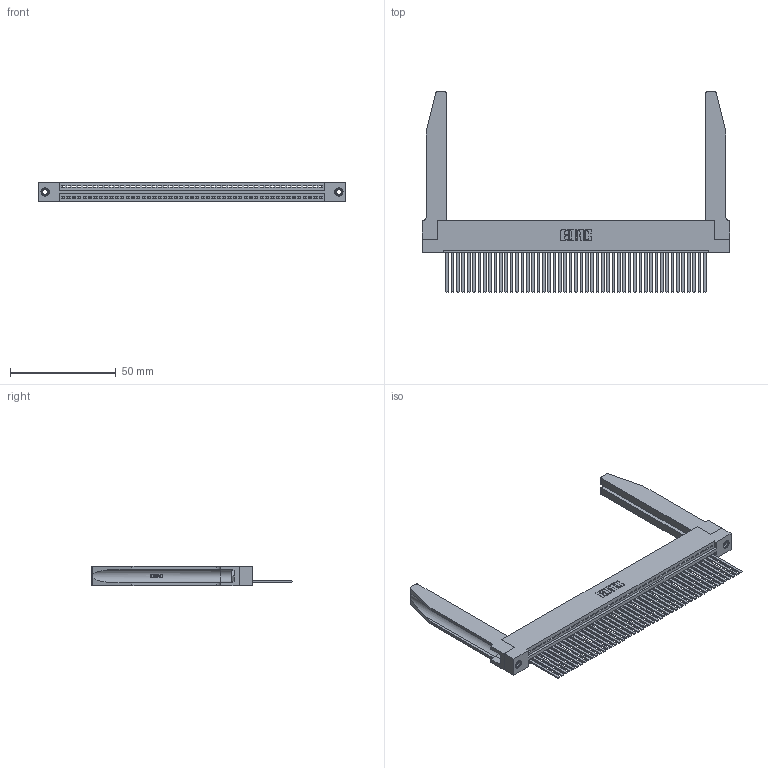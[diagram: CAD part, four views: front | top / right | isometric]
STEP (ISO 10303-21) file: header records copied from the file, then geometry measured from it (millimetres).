
FILE_DESCRIPTION (( 'STEP AP203' ), '1' );
FILE_NAME ('345-049-544-178.STEP', '2019-10-09T09:34:53', ( '' ), ( '' ), 'SwSTEP 2.0', 'SolidWorks 2016', '' );
FILE_SCHEMA (( 'CONFIG_CONTROL_DESIGN' ));
Length unit declared in the file: inch
Products named in the file (5): 345-220-078_345-220-078; 345-250-001_345-250-001-102; 345 Part_Flush Mounting Lugs - 0.156 Dia-TH; 345-292-001_345-293-144; 345-049-544-178
Assembly tree (54 placements, depth 2):
  345-049-544-178
    345 Part_Flush Mounting Lugs - 0.156 Dia-TH
    345-292-001_345-293-144  x49
    345-250-001_345-250-001-102  x2
    345-220-078_345-220-078  x2
Bounding box: 145.69 x 94.92 x 9.4 mm (x, y, z)
Volume: 22233.5 mm3; surface area: 27864.4 mm2
Topology: 54 solids, 54 shells, 2908 faces, 8691 edges, 5718 vertices
Faces by surface type: plane 1986, cylinder 870, bspline 36, cone 12, torus 4
Entity records: 40492 total; most frequent: CARTESIAN_POINT 7910, ORIENTED_EDGE 6790, DIRECTION 5903, EDGE_CURVE 3395, VECTOR 2977, LINE 2977, VERTEX_POINT 2256, AXIS2_PLACEMENT_3D 1463
